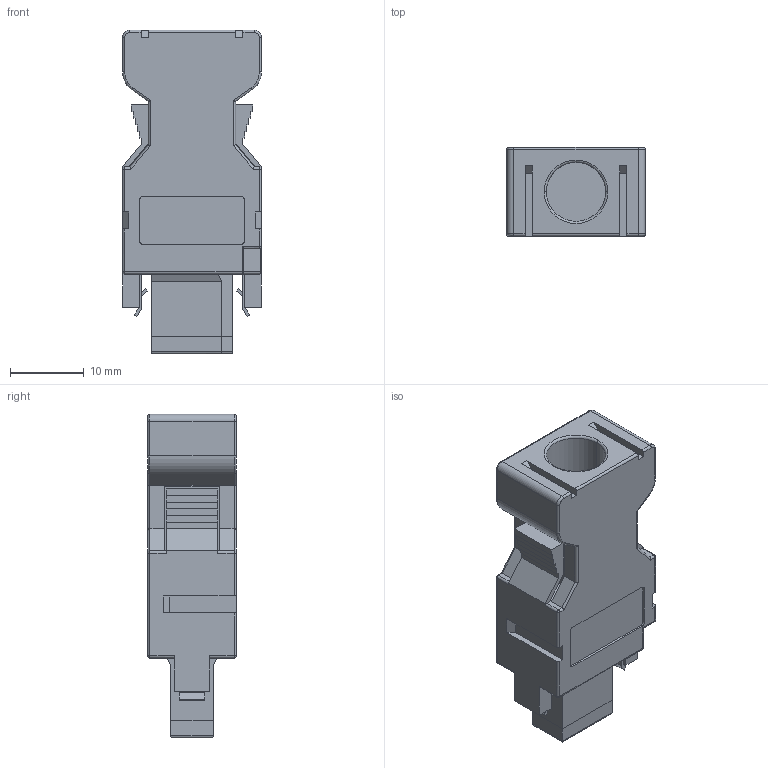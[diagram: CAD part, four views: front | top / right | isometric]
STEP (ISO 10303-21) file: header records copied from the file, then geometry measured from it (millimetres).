
FILE_DESCRIPTION(('CATIA V5 STEP Exchange','CAx-IF Rec.Pracs.--- Model Styling and Organization---1.5--- 2016-08-15','CAx-IF Rec.Pracs.---Supplemental Geometry---1.0---2011-11-01','CAx-IF Rec.Pracs.--- Composite Materials ---1.1---2010-07-15'),'2;1');
FILE_NAME ('2110565-1_0', '2024-10-01T11:55:43+00:00', ('none'), ('Weidmueller'), 'CATIA Version 5-6 Release 2022 SP4 HF5', 'CATIA V5 STEP AP214 v3', 'none');
FILE_SCHEMA(('AUTOMOTIVE_DESIGN { 1 0 10303 214 1 1 1 1 }'));
Length unit declared in the file: millimetre
Products named in the file (1): 3116230000
Bounding box: 18.8 x 12 x 43.8 mm (x, y, z)
Volume: 6072.5 mm3; surface area: 4317.8 mm2
Topology: 1 solids, 1 shells, 315 faces, 828 edges, 510 vertices
Faces by surface type: plane 223, cylinder 70, sphere 12, torus 10
Entity records: 8980 total; most frequent: CARTESIAN_POINT 1677, ORIENTED_EDGE 1632, DIRECTION 1199, EDGE_CURVE 816, VECTOR 671, LINE 671, VERTEX_POINT 510, EDGE_LOOP 326
